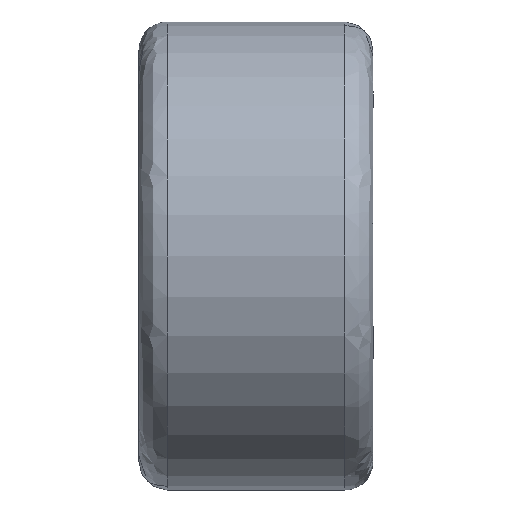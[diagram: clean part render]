
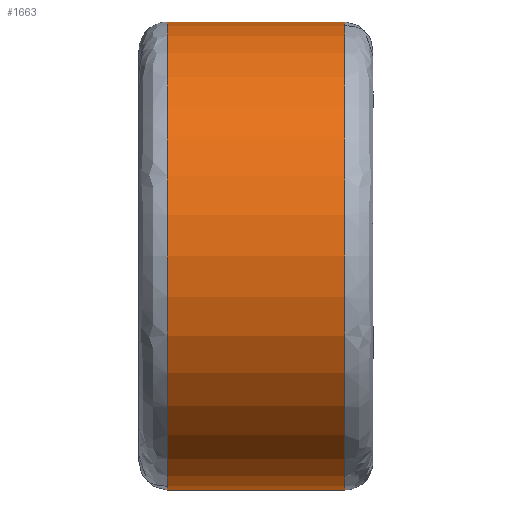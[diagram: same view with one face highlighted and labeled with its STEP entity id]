
A CAD part, front view. The second image highlights one B-rep face of the part: STEP entity #1663.
In plain terms, the highlighted cylindrical face has radius 25 mm (diameter 50 mm), a full revolution.
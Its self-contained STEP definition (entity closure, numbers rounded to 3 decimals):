
#246 = CARTESIAN_POINT ( 'NONE',  ( 0., 0., 0. ) ) ;
#252 = CIRCLE ( 'NONE', #3104, 25. ) ;
#390 = CIRCLE ( 'NONE', #1933, 25. ) ;
#498 = CARTESIAN_POINT ( 'NONE',  ( 9.5, 0., -25. ) ) ;
#538 = CYLINDRICAL_SURFACE ( 'NONE', #2907, 25. ) ;
#812 = CARTESIAN_POINT ( 'NONE',  ( 9.5, 0., 0. ) ) ;
#1095 = CARTESIAN_POINT ( 'NONE',  ( -9.5, 0., -25. ) ) ;
#1109 = CARTESIAN_POINT ( 'NONE',  ( -9.5, 0., 0. ) ) ;
#1113 = EDGE_LOOP ( 'NONE', ( #2651 ) ) ;
#1581 = EDGE_CURVE ( 'NONE', #1979, #1979, #390, .T. ) ;
#1598 = ORIENTED_EDGE ( 'NONE', *, *, #2123, .T. ) ;
#1663 = ADVANCED_FACE ( 'NONE', ( #2871, #3579 ), #538, .T. ) ;
#1728 = EDGE_LOOP ( 'NONE', ( #1598 ) ) ;
#1933 = AXIS2_PLACEMENT_3D ( 'NONE', #812, #2138, #3820 ) ;
#1979 = VERTEX_POINT ( 'NONE', #498 ) ;
#2123 = EDGE_CURVE ( 'NONE', #3615, #3615, #252, .T. ) ;
#2138 = DIRECTION ( 'NONE',  ( -1., 0., 0. ) ) ;
#2266 = DIRECTION ( 'NONE',  ( 0., 0., -1. ) ) ;
#2651 = ORIENTED_EDGE ( 'NONE', *, *, #1581, .T. ) ;
#2871 = FACE_OUTER_BOUND ( 'NONE', #1113, .T. ) ;
#2907 = AXIS2_PLACEMENT_3D ( 'NONE', #246, #3895, #2982 ) ;
#2982 = DIRECTION ( 'NONE',  ( 0., 0., -1. ) ) ;
#3104 = AXIS2_PLACEMENT_3D ( 'NONE', #1109, #3196, #2266 ) ;
#3196 = DIRECTION ( 'NONE',  ( 1., 0., 0. ) ) ;
#3579 = FACE_OUTER_BOUND ( 'NONE', #1728, .T. ) ;
#3615 = VERTEX_POINT ( 'NONE', #1095 ) ;
#3820 = DIRECTION ( 'NONE',  ( 0., 0., -1. ) ) ;
#3895 = DIRECTION ( 'NONE',  ( 1., 0., 0. ) ) ;
